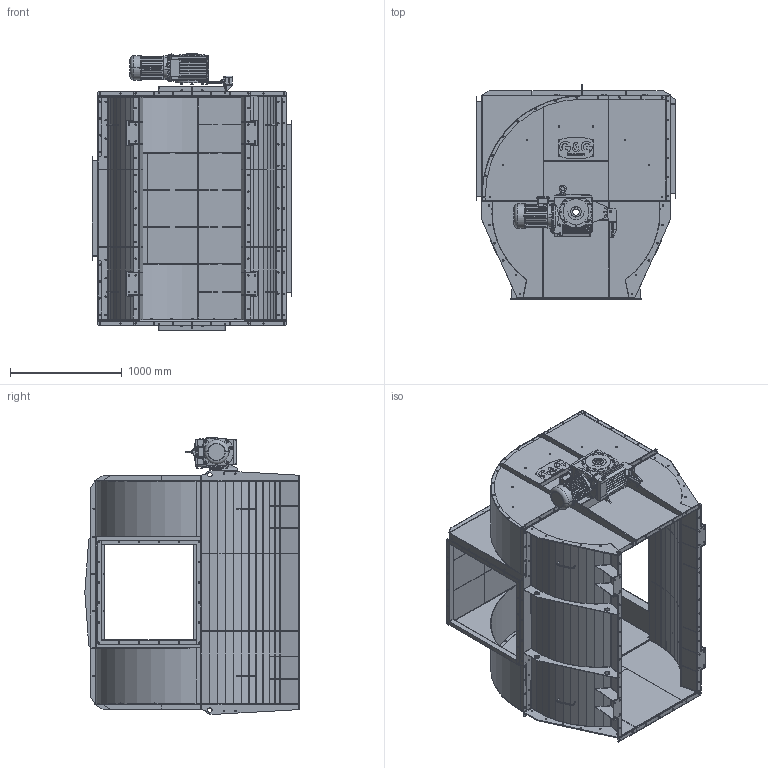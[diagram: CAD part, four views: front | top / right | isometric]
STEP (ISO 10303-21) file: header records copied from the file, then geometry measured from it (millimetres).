
FILE_DESCRIPTION (( 'STEP AP203' ), '1' );
FILE_NAME ('RS0015.STEP', '2023-11-09T13:57:09', ( '' ), ( '' ), 'SwSTEP 2.0', 'SolidWorks 2022', '' );
FILE_SCHEMA (( 'CONFIG_CONTROL_DESIGN' ));
Length unit declared in the file: millimetre
Products named in the file (54): RS-S113-00 - WLDM COVER; RS-S113-10 - STRIP_Výchozí; RS-S109-01 - SIDE_Výchozí; RS-S113-03 - FLANGE_Výchozí; PERO 18e7 x 11 x 200_Výchozí; RS-S108-00 - WLDM SIDE; RS-S113-13 - STRIP_Výchozí; RS-S113-02 - COVER_Výchozí; RS-S113-12 - STRIP_Výchozí; RS-S113-11 - STRIP_Výchozí; RSGG-150-20_Výchozí; RS-S114-08 - FLANGE SUPPORT_Výchozí; RS-S115-03 - STRIP_Výchozí; RS-S110-02 - REINFORCEMENT_Výchozí; RS-S115-04 - STRIP_Výchozí; RS-S114-00 - WLDM COVER; RS0015; RS-S108-02 - FLANGE_Výchozí; RS-S113-01 - COVER_Výchozí; RS-S118-04 - STRIP_Výchozí; RS-S113-05 - FLANGE_Výchozí; RS-S115-01 - COVER_Výchozí; RS-S114-02 - FLANGE_Výchozí; RS-S116-00 - WLDM SIDE COVER_Výchozí; RS-S118-00 - WLDM ANCHOR 150_Výchozí; RS-S113-06 - FLANGE_Výchozí; RS-S109-00 - WLDM SIDE; SK42125AZD-112MPTF (2)_Výchozí; RS-S110-03 - BEARING SUPPORT_Výchozí; RS-S118-03 - STRIP_Výchozí; RS-S116-01 - COVER_Výchozí; RS-S115-02 - STRIP_Výchozí; RS-S108-03 - STRIP_Výchozí; SK42125AZD-112MPTF_Výchozí; RS-S108-01 - SIDE_Výchozí; NUT WELD - NW_M8; RS-M002-09 - ASSY COVER; SK42125AZD-112MPTF (1)_Výchozí; RS-S113-08 - COVER-MIRR_Výchozí; RS-S110-05 - REINFORCEMENT_Výchozí ...
Assembly tree (124 placements, depth 5):
  RS0015
    RSGG-150-20_Výchozí
      RS-S108-00 - WLDM SIDE
        RS-S108-01 - SIDE_Výchozí
        RS-S108-02 - FLANGE_Výchozí  x2
        CV-S004-02 - HANDLE RO_Výchozí  x2
        RS-S108-03 - STRIP_Výchozí  x4
        RS-S108-04 - SUPPORT_Výchozí  x2
      RS-S109-00 - WLDM SIDE
        RS-S109-01 - SIDE_Výchozí
        RS-S108-02 - FLANGE_Výchozí
        CV-S004-02 - HANDLE RO_Výchozí  x2
        RS-S108-03 - STRIP_Výchozí  x4
        RS-S108-04 - SUPPORT_Výchozí  x2
      RS-S110-00 - WLDM FRONT  x2
        RS-S110-01 - FRONT_Výchozí
        RS-S110-02 - REINFORCEMENT_Výchozí
        RS-S110-03 - BEARING SUPPORT_Výchozí
        RS-S110-05 - REINFORCEMENT_Výchozí
        NUT WELD - NW_M8
      RS-M002-09 - ASSY COVER
        RS-S113-00 - WLDM COVER
          RS-S113-01 - COVER_Výchozí
          RS-S113-02 - COVER_Výchozí  x2
          RS-S113-03 - FLANGE_Výchozí  x2
          RS-S113-04 - COVER_Výchozí
          RS-S113-05 - FLANGE_Výchozí  x2
          RS-S113-06 - FLANGE_Výchozí  x2
          RS-S113-07 - FLANGE SUPPORT_Výchozí  x2
          RS-S113-08 - COVER-MIRR_Výchozí
          RS-S113-09 - STRIP_Výchozí
          RS-S113-12 - STRIP_Výchozí
          RS-S113-10 - STRIP_Výchozí  x4
          RS-S113-11 - STRIP_Výchozí
          RS-S113-13 - STRIP_Výchozí  x2
          NUT WELD - NW_M8  x32
        RS-S115-00 - WLDM SIDE COVER_Výchozí
          RS-S115-01 - COVER_Výchozí
          RS-S115-02 - STRIP_Výchozí
          RS-S115-03 - STRIP_Výchozí
          RS-S115-04 - STRIP_Výchozí
        RS-S114-00 - WLDM COVER
          RS-S114-03 - COVER_Výchozí
          RS-S114-02 - FLANGE_Výchozí  x2
          RS-S114-04 - FLANGE_Výchozí  x2
          RS-S114-08 - FLANGE SUPPORT_Výchozí  x2
          RS-S114-09 - STRIP_Výchozí  x4
        RS-S116-00 - WLDM SIDE COVER_Výchozí
          RS-S116-01 - COVER_Výchozí
          RS-S115-02 - STRIP_Výchozí
          RS-S115-03 - STRIP_Výchozí
          RS-S115-04 - STRIP_Výchozí
      RS-S118-00 - WLDM ANCHOR 150_Výchozí
        RS-S118-01 - ANGLE_Výchozí
        RS-S118-02 - STRIP_Výchozí
        RS-S118-03 - STRIP_Výchozí
        RS-S118-04 - STRIP_Výchozí
      PERO 18e7 x 11 x 200_Výchozí
      RU-D001-93 - PLACKA LOGO XM_NEREZ  x2
      SK42125AZD-112MPTF_Výchozí
Bounding box: 1786.61 x 1919.94 x 2472 mm (x, y, z)
Volume: 96406989.2 mm3; surface area: 39615245.5 mm2
Topology: 125 solids, 133 shells, 4838 faces, 12781 edges, 8287 vertices
Faces by surface type: plane 2786, cylinder 1681, cone 224, bspline 96, torus 50, sphere 1
Entity records: 112338 total; most frequent: CARTESIAN_POINT 23223, DIRECTION 17109, ORIENTED_EDGE 16864, EDGE_CURVE 8432, AXIS2_PLACEMENT_3D 6028, VERTEX_POINT 5447, VECTOR 5053, LINE 5053
